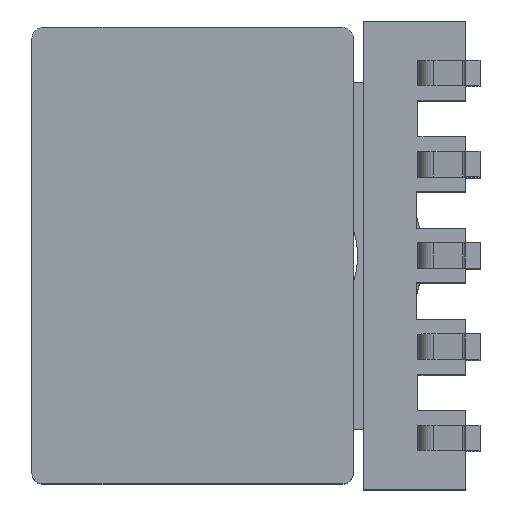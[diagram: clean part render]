
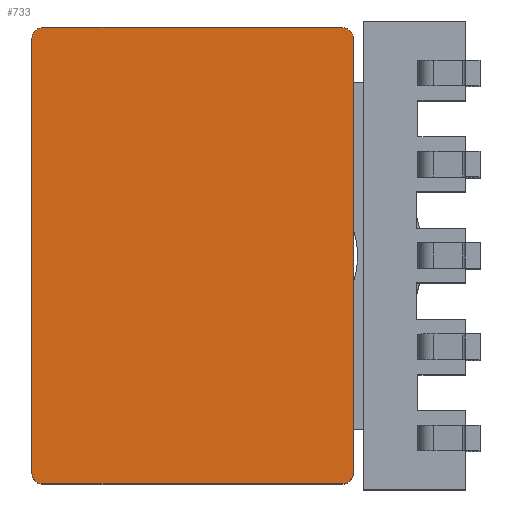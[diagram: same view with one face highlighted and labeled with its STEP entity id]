
A CAD part, top view. The second image highlights one B-rep face of the part: STEP entity #733.
In plain terms, the highlighted face is planar.
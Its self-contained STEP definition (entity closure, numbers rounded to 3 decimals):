
#211=CARTESIAN_POINT('',(4.1,-5.95,0.));
#212=DIRECTION('',(0.,0.,-1.));
#213=DIRECTION('',(1.,0.,0.));
#214=AXIS2_PLACEMENT_3D('',#211,#212,#213);
#216=DIRECTION('',(0.,-1.,0.));
#217=VECTOR('',#216,11.9);
#218=CARTESIAN_POINT('',(4.4,5.95,0.));
#219=LINE('',#218,#217);
#220=CARTESIAN_POINT('',(4.1,5.95,0.));
#221=DIRECTION('',(0.,0.,-1.));
#222=DIRECTION('',(0.,1.,0.));
#223=AXIS2_PLACEMENT_3D('',#220,#221,#222);
#225=DIRECTION('',(1.,0.,0.));
#226=VECTOR('',#225,8.2);
#227=CARTESIAN_POINT('',(-4.1,6.25,0.));
#228=LINE('',#227,#226);
#229=CARTESIAN_POINT('',(-4.1,5.95,0.));
#230=DIRECTION('',(0.,0.,-1.));
#231=DIRECTION('',(-1.,0.,0.));
#232=AXIS2_PLACEMENT_3D('',#229,#230,#231);
#234=DIRECTION('',(0.,1.,0.));
#235=VECTOR('',#234,11.9);
#236=CARTESIAN_POINT('',(-4.4,-5.95,0.));
#237=LINE('',#236,#235);
#238=CARTESIAN_POINT('',(-4.1,-5.95,0.));
#239=DIRECTION('',(0.,0.,-1.));
#240=DIRECTION('',(0.,-1.,0.));
#241=AXIS2_PLACEMENT_3D('',#238,#239,#240);
#243=DIRECTION('',(-1.,0.,0.));
#244=VECTOR('',#243,8.2);
#245=CARTESIAN_POINT('',(4.1,-6.25,0.));
#246=LINE('',#245,#244);
#284=CARTESIAN_POINT('',(4.1,-6.25,0.));
#286=VERTEX_POINT('',#284);
#297=CARTESIAN_POINT('',(-4.1,-6.25,0.));
#299=VERTEX_POINT('',#297);
#309=CARTESIAN_POINT('',(-4.4,-5.95,0.));
#310=CARTESIAN_POINT('',(-4.4,5.95,0.));
#311=VERTEX_POINT('',#309);
#312=VERTEX_POINT('',#310);
#313=CARTESIAN_POINT('',(4.4,-5.95,0.));
#314=VERTEX_POINT('',#313);
#315=CARTESIAN_POINT('',(4.4,5.95,0.));
#316=VERTEX_POINT('',#315);
#321=CARTESIAN_POINT('',(4.1,6.25,0.));
#323=VERTEX_POINT('',#321);
#348=CARTESIAN_POINT('',(-4.1,6.25,0.));
#349=VERTEX_POINT('',#348);
#712=CARTESIAN_POINT('',(4.1,-5.95,0.));
#713=DIRECTION('',(0.,0.,-1.));
#714=DIRECTION('',(-1.,0.,0.));
#715=AXIS2_PLACEMENT_3D('',#712,#713,#714);
#716=PLANE('',#715);
#718=ORIENTED_EDGE('',*,*,#717,.F.);
#719=ORIENTED_EDGE('',*,*,#410,.F.);
#720=ORIENTED_EDGE('',*,*,#703,.F.);
#722=ORIENTED_EDGE('',*,*,#721,.F.);
#724=ORIENTED_EDGE('',*,*,#723,.F.);
#726=ORIENTED_EDGE('',*,*,#725,.F.);
#728=ORIENTED_EDGE('',*,*,#727,.F.);
#730=ORIENTED_EDGE('',*,*,#729,.F.);
#731=EDGE_LOOP('',(#718,#719,#720,#722,#724,#726,#728,#730));
#732=FACE_OUTER_BOUND('',#731,.F.);
#733=ADVANCED_FACE('',(#732),#716,.T.);
#215=CIRCLE('',#214,0.3);
#224=CIRCLE('',#223,0.3);
#233=CIRCLE('',#232,0.3);
#242=CIRCLE('',#241,0.3);
#410=EDGE_CURVE('',#316,#314,#219,.T.);
#703=EDGE_CURVE('',#323,#316,#224,.T.);
#717=EDGE_CURVE('',#314,#286,#215,.T.);
#721=EDGE_CURVE('',#349,#323,#228,.T.);
#723=EDGE_CURVE('',#312,#349,#233,.T.);
#725=EDGE_CURVE('',#311,#312,#237,.T.);
#727=EDGE_CURVE('',#299,#311,#242,.T.);
#729=EDGE_CURVE('',#286,#299,#246,.T.);
